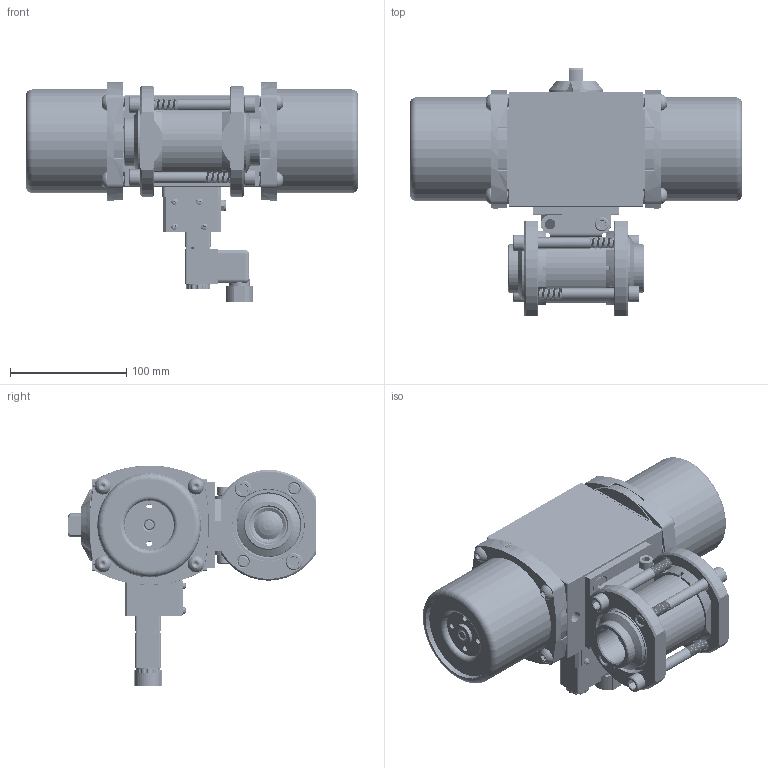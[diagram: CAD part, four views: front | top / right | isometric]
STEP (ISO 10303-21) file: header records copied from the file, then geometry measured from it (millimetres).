
FILE_DESCRIPTION (( 'STEP AP203' ), '1' );
FILE_NAME ('21XXTSWSA522SR3GPDC.step', '2018-06-04T15:45:56', ( '' ), ( '' ), 'SwSTEP 2.0', 'SolidWorks 2017', '' );
FILE_SCHEMA (( 'CONFIG_CONTROL_DESIGN' ));
Products named in the file (1): 21XXTSWSA522SR3GPDC
Bounding box: 285.09 x 212.61 x 189.67 mm (x, y, z)
Volume: 1343204.4 mm3; surface area: 531515.2 mm2
Topology: 66 solids, 66 shells, 5996 faces, 15454 edges, 9662 vertices
Faces by surface type: cylinder 2591, cone 2046, plane 991, torus 253, bspline 85, sphere 30
Entity records: 215217 total; most frequent: CARTESIAN_POINT 68218, DIRECTION 32813, ORIENTED_EDGE 30644, EDGE_CURVE 15322, AXIS2_PLACEMENT_3D 13336, VERTEX_POINT 9658, CIRCLE 7424, EDGE_LOOP 6444
